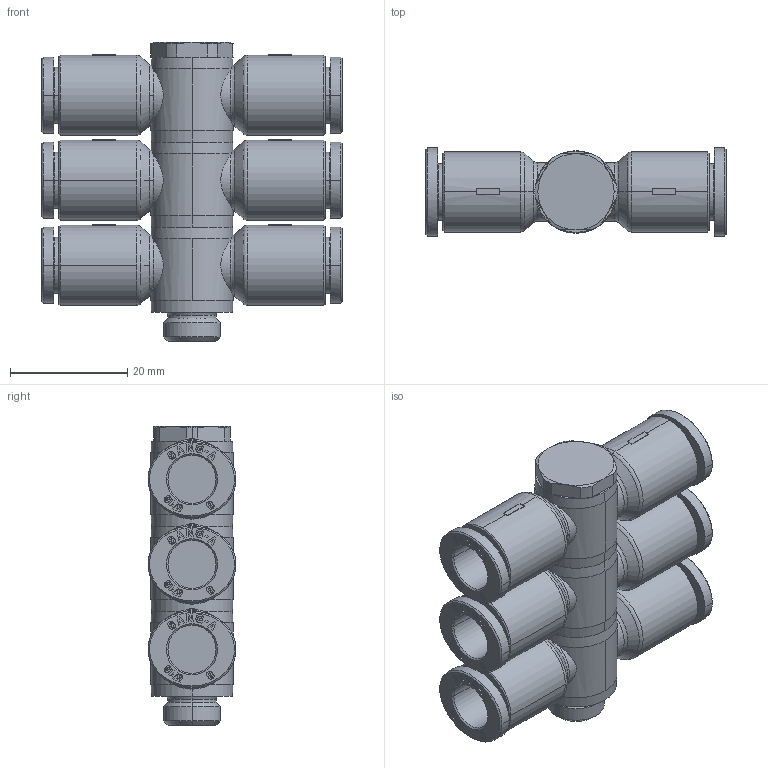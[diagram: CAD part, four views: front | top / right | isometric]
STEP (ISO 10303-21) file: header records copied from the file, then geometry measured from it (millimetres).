
FILE_DESCRIPTION (( 'STEP AP214' ), '1' );
FILE_NAME ('PGT08-G01(3).STEP', '2015-11-03T09:20:08', ( '' ), ( '' ), 'SwSTEP 2.0', 'SolidWorks 2015', '' );
FILE_SCHEMA (( 'AUTOMOTIVE_DESIGN' ));
Length unit declared in the file: millimetre
Products named in the file (2): ｦ+ﾃｦ1; PGT08-G01(3)
Assembly tree (1 placements, depth 2):
  PGT08-G01(3)
    ｦ+ﾃｦ1
Bounding box: 51.2 x 15 x 51 mm (x, y, z)
Volume: 16074.6 mm3; surface area: 15444.2 mm2
Topology: 1 solids, 1 shells, 2489 faces, 7013 edges, 4644 vertices
Faces by surface type: plane 2075, bspline 192, cylinder 119, cone 91, torus 12
Entity records: 86678 total; most frequent: CARTESIAN_POINT 21856, ORIENTED_EDGE 14022, DIRECTION 11538, EDGE_CURVE 7011, VECTOR 6082, LINE 6082, VERTEX_POINT 4644, AXIS2_PLACEMENT_3D 2728
